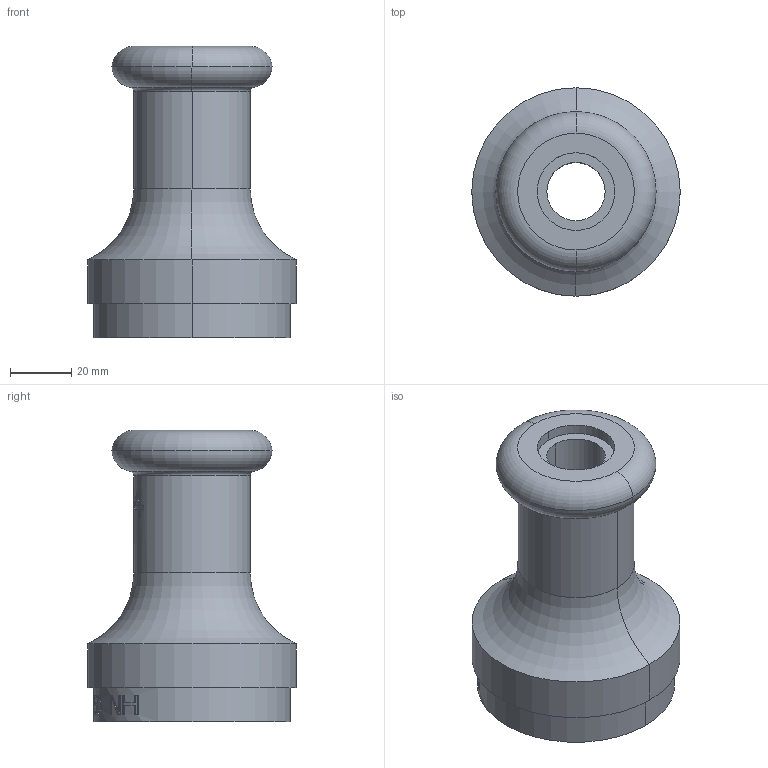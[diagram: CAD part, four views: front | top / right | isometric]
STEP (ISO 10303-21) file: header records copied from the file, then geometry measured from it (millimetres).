
FILE_DESCRIPTION((''),'2;1');
FILE_NAME('14170001_00','2017-01-31T',('sobrien2'),(''),'CREO PARAMETRIC BY PTC INC, 2015290','CREO PARAMETRIC BY PTC INC, 2015290','');
FILE_SCHEMA(('CONFIG_CONTROL_DESIGN'));
Length unit declared in the file: inch
Products named in the file (1): 14170001_00
Bounding box: 68.15 x 68.15 x 95.25 mm (x, y, z)
Surface area: 32688 mm2 (no closed solid volume)
Topology: 0 solids, 3 shells, 251 faces, 941 edges, 656 vertices
Faces by surface type: plane 194, cylinder 42, torus 10, bspline 3, cone 2
Entity records: 11107 total; most frequent: CARTESIAN_POINT 3910, ORIENTED_EDGE 1542, DIRECTION 1217, EDGE_CURVE 941, VERTEX_POINT 656, AXIS2_PLACEMENT_3D 420, B_SPLINE_CURVE_WITH_KNOTS 392, VECTOR 377
